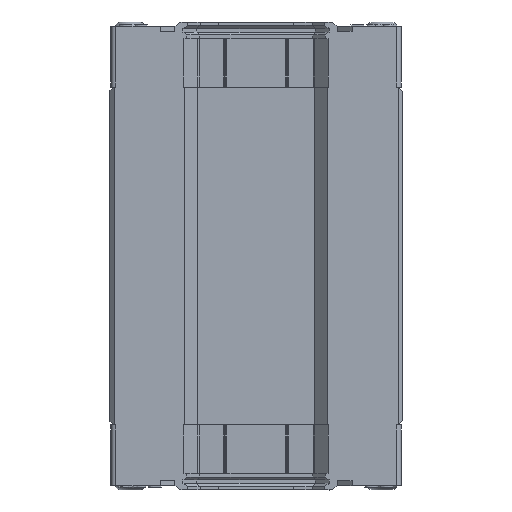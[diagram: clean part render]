
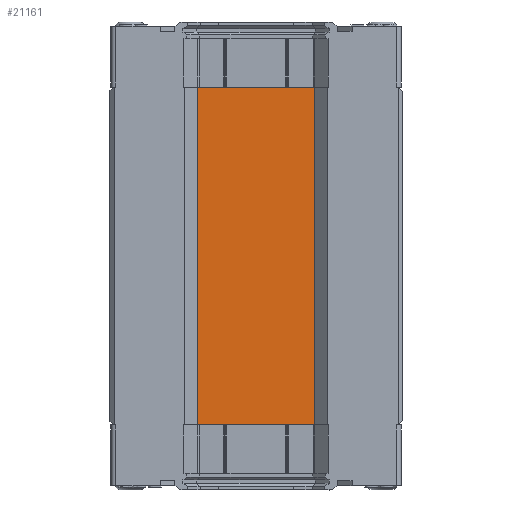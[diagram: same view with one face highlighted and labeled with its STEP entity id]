
A CAD part, front view. The second image highlights one B-rep face of the part: STEP entity #21161.
In plain terms, the highlighted planar face has unit normal (0, -1, 0).
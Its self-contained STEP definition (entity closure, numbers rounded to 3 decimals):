
#181=LINE('',#29773,#2571);
#191=LINE('',#29816,#2581);
#347=LINE('',#30245,#2737);
#379=LINE('',#30350,#2769);
#380=LINE('',#30352,#2770);
#381=LINE('',#30354,#2771);
#382=LINE('',#30356,#2772);
#383=LINE('',#30357,#2773);
#2571=VECTOR('',#24073,0.283);
#2581=VECTOR('',#24107,0.283);
#2737=VECTOR('',#24521,27.475);
#2769=VECTOR('',#24625,80.5);
#2770=VECTOR('',#24626,80.5);
#2771=VECTOR('',#24627,0.283);
#2772=VECTOR('',#24628,27.475);
#2773=VECTOR('',#24629,0.283);
#5428=FACE_OUTER_BOUND('',#6638,.T.);
#6638=EDGE_LOOP('',(#13639,#13640,#13641,#13642,#13643,#13644,#13645,#13646));
#8283=VERTEX_POINT('',#29771);
#8284=VERTEX_POINT('',#29772);
#8304=VERTEX_POINT('',#29814);
#8305=VERTEX_POINT('',#29815);
#8480=VERTEX_POINT('',#30349);
#8481=VERTEX_POINT('',#30351);
#8482=VERTEX_POINT('',#30353);
#8483=VERTEX_POINT('',#30355);
#10203=EDGE_CURVE('',#8283,#8284,#181,.T.);
#10224=EDGE_CURVE('',#8304,#8305,#191,.T.);
#10434=EDGE_CURVE('',#8284,#8304,#347,.T.);
#10481=EDGE_CURVE('',#8305,#8480,#379,.T.);
#10482=EDGE_CURVE('',#8481,#8283,#380,.T.);
#10483=EDGE_CURVE('',#8481,#8482,#381,.T.);
#10484=EDGE_CURVE('',#8482,#8483,#382,.T.);
#10485=EDGE_CURVE('',#8483,#8480,#383,.T.);
#13639=ORIENTED_EDGE('',*,*,#10481,.F.);
#13640=ORIENTED_EDGE('',*,*,#10224,.F.);
#13641=ORIENTED_EDGE('',*,*,#10434,.F.);
#13642=ORIENTED_EDGE('',*,*,#10203,.F.);
#13643=ORIENTED_EDGE('',*,*,#10482,.F.);
#13644=ORIENTED_EDGE('',*,*,#10483,.T.);
#13645=ORIENTED_EDGE('',*,*,#10484,.T.);
#13646=ORIENTED_EDGE('',*,*,#10485,.T.);
#19076=PLANE('',#22464);
#21161=ADVANCED_FACE('',(#5428),#19076,.F.);
#22464=AXIS2_PLACEMENT_3D('',#30348,#24623,#24624);
#24073=DIRECTION('',(1.,0.,0.));
#24107=DIRECTION('',(1.,0.,0.));
#24521=DIRECTION('',(1.,0.,0.));
#24623=DIRECTION('center_axis',(0.,1.,0.));
#24624=DIRECTION('ref_axis',(0.,0.,1.));
#24625=DIRECTION('',(0.,0.,-1.));
#24626=DIRECTION('',(0.,0.,1.));
#24627=DIRECTION('',(1.,0.,0.));
#24628=DIRECTION('',(1.,0.,0.));
#24629=DIRECTION('',(1.,0.,0.));
#29771=CARTESIAN_POINT('',(-14.02,4.9,40.25));
#29772=CARTESIAN_POINT('',(-13.737,4.9,40.25));
#29773=CARTESIAN_POINT('',(-14.02,4.9,40.25));
#29814=CARTESIAN_POINT('',(13.737,4.9,40.25));
#29815=CARTESIAN_POINT('',(14.02,4.9,40.25));
#29816=CARTESIAN_POINT('',(-14.02,4.9,40.25));
#30245=CARTESIAN_POINT('',(-14.02,4.9,40.25));
#30348=CARTESIAN_POINT('Origin',(14.02,4.9,40.25));
#30349=CARTESIAN_POINT('',(14.02,4.9,-40.25));
#30350=CARTESIAN_POINT('',(14.02,4.9,40.25));
#30351=CARTESIAN_POINT('',(-14.02,4.9,-40.25));
#30352=CARTESIAN_POINT('',(-14.02,4.9,-40.25));
#30353=CARTESIAN_POINT('',(-13.737,4.9,-40.25));
#30354=CARTESIAN_POINT('',(-14.02,4.9,-40.25));
#30355=CARTESIAN_POINT('',(13.737,4.9,-40.25));
#30356=CARTESIAN_POINT('',(-14.02,4.9,-40.25));
#30357=CARTESIAN_POINT('',(-14.02,4.9,-40.25));
